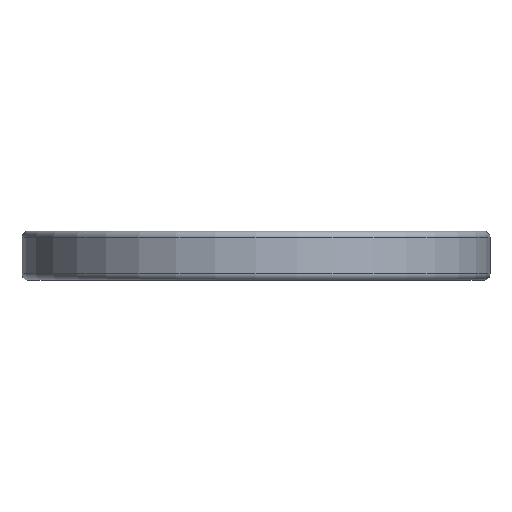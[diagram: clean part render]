
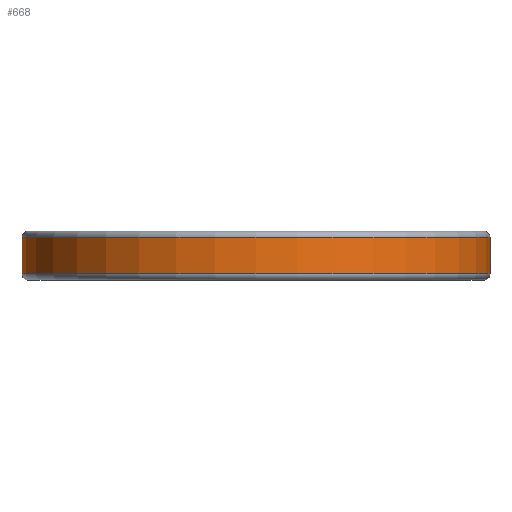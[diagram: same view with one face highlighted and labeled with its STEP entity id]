
A CAD part, front view. The second image highlights one B-rep face of the part: STEP entity #668.
In plain terms, the highlighted cylindrical face has radius 92.8 mm (diameter 185.6 mm), a full revolution.
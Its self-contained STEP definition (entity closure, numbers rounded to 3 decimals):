
#150=CYLINDRICAL_SURFACE('',#7174,92.8);
#668=ADVANCED_FACE('',(#2313,#2314),#150,.T.);
#2073=CIRCLE('',#7007,92.8);
#2190=CIRCLE('',#7173,92.8);
#2313=FACE_BOUND('',#2438,.T.);
#2314=FACE_BOUND('',#2439,.T.);
#2438=EDGE_LOOP('',(#3217));
#2439=EDGE_LOOP('',(#3218));
#3217=ORIENTED_EDGE('',*,*,#5675,.T.);
#3218=ORIENTED_EDGE('',*,*,#5880,.T.);
#4995=VERTEX_POINT('',#9939);
#5164=VERTEX_POINT('',#10730);
#5675=EDGE_CURVE('',#4995,#4995,#2073,.T.);
#5880=EDGE_CURVE('',#5164,#5164,#2190,.T.);
#7007=AXIS2_PLACEMENT_3D('',#9938,#7555,#7556);
#7173=AXIS2_PLACEMENT_3D('',#10729,#7927,#7928);
#7174=AXIS2_PLACEMENT_3D('',#10731,#7929,#7930);
#7555=DIRECTION('',(0.,0.,1.));
#7556=DIRECTION('',(-1.,0.,0.));
#7927=DIRECTION('',(0.,0.,-1.));
#7928=DIRECTION('',(1.,0.,0.));
#7929=DIRECTION('',(0.,0.,1.));
#7930=DIRECTION('',(-1.,0.,0.));
#9938=CARTESIAN_POINT('',(401.,0.,2.5));
#9939=CARTESIAN_POINT('',(308.2,0.,2.5));
#10729=CARTESIAN_POINT('',(401.,0.,17.));
#10730=CARTESIAN_POINT('',(493.8,0.,17.));
#10731=CARTESIAN_POINT('',(401.,0.,0.));
